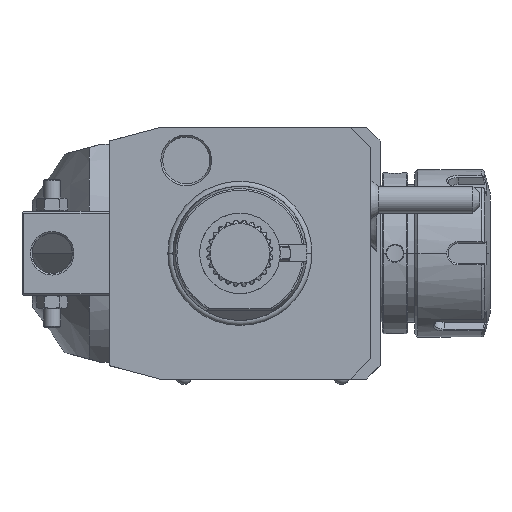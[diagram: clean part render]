
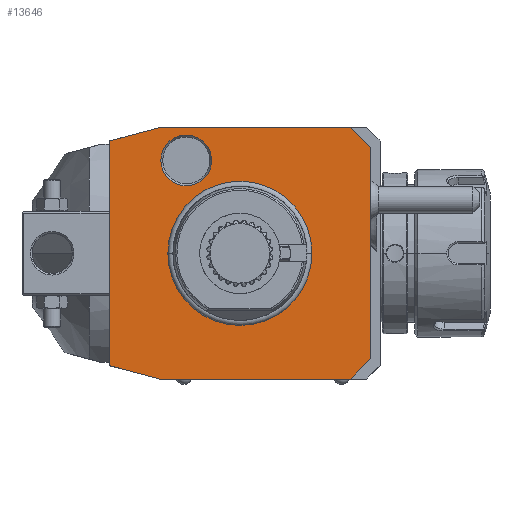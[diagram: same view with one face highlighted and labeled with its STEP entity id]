
A CAD part, front view. The second image highlights one B-rep face of the part: STEP entity #13646.
In plain terms, the highlighted planar face has unit normal (0, -1, 0).
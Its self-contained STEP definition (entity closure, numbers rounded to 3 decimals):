
#1=DIRECTION('',(0.966,0.,-0.259));
#2=VECTOR('',#1,15.529);
#3=CARTESIAN_POINT('',(-39.,0.,-33.481));
#4=LINE('',#3,#2);
#5=DIRECTION('',(0.,0.,-1.));
#6=VECTOR('',#5,66.962);
#7=CARTESIAN_POINT('',(-39.,0.,33.481));
#8=LINE('',#7,#6);
#9=DIRECTION('',(-0.966,0.,-0.259));
#10=VECTOR('',#9,15.529);
#11=CARTESIAN_POINT('',(-24.,0.,37.5));
#12=LINE('',#11,#10);
#13=DIRECTION('',(-1.,0.,0.));
#14=VECTOR('',#13,57.);
#15=CARTESIAN_POINT('',(33.,0.,37.5));
#16=LINE('',#15,#14);
#17=DIRECTION('',(-0.707,0.,0.707));
#18=VECTOR('',#17,8.485);
#19=CARTESIAN_POINT('',(39.,0.,31.5));
#20=LINE('',#19,#18);
#21=DIRECTION('',(0.,0.,1.));
#22=VECTOR('',#21,63.);
#23=CARTESIAN_POINT('',(39.,0.,-31.5));
#24=LINE('',#23,#22);
#25=DIRECTION('',(0.707,0.,0.707));
#26=VECTOR('',#25,8.485);
#27=CARTESIAN_POINT('',(33.,0.,-37.5));
#28=LINE('',#27,#26);
#29=DIRECTION('',(1.,0.,0.));
#30=VECTOR('',#29,57.);
#31=CARTESIAN_POINT('',(-24.,0.,-37.5));
#32=LINE('',#31,#30);
#33=CARTESIAN_POINT('',(-16.,0.,27.713));
#34=DIRECTION('',(0.,1.,0.));
#35=DIRECTION('',(-1.,0.,0.));
#36=AXIS2_PLACEMENT_3D('',#33,#34,#35);
#38=CARTESIAN_POINT('',(-16.,0.,27.713));
#39=DIRECTION('',(0.,1.,0.));
#40=DIRECTION('',(1.,0.,0.));
#41=AXIS2_PLACEMENT_3D('',#38,#39,#40);
#7485=CARTESIAN_POINT('',(0.,0.,0.));
#7486=DIRECTION('',(0.,1.,0.));
#7487=DIRECTION('',(-1.,0.,0.));
#7488=AXIS2_PLACEMENT_3D('',#7485,#7486,#7487);
#7490=CARTESIAN_POINT('',(0.,0.,0.));
#7491=DIRECTION('',(0.,1.,0.));
#7492=DIRECTION('',(1.,0.,0.));
#7493=AXIS2_PLACEMENT_3D('',#7490,#7491,#7492);
#12320=CARTESIAN_POINT('',(-23.577,0.,
27.713));
#12321=CARTESIAN_POINT('',(-8.423,0.,
27.713));
#12322=VERTEX_POINT('',#12320);
#12323=VERTEX_POINT('',#12321);
#13225=CARTESIAN_POINT('',(-39.,0.,-33.481));
#13226=CARTESIAN_POINT('',(-24.,0.,-37.5));
#13227=VERTEX_POINT('',#13225);
#13228=VERTEX_POINT('',#13226);
#13229=CARTESIAN_POINT('',(33.,0.,-37.5));
#13230=VERTEX_POINT('',#13229);
#13231=CARTESIAN_POINT('',(39.,0.,-31.5));
#13232=VERTEX_POINT('',#13231);
#13233=CARTESIAN_POINT('',(39.,0.,31.5));
#13234=VERTEX_POINT('',#13233);
#13235=CARTESIAN_POINT('',(33.,0.,37.5));
#13236=VERTEX_POINT('',#13235);
#13237=CARTESIAN_POINT('',(-24.,0.,37.5));
#13238=VERTEX_POINT('',#13237);
#13239=CARTESIAN_POINT('',(-39.,0.,33.481));
#13240=VERTEX_POINT('',#13239);
#13501=CARTESIAN_POINT('',(-21.137,0.,0.));
#13502=CARTESIAN_POINT('',(21.137,0.,0.));
#13503=VERTEX_POINT('',#13501);
#13504=VERTEX_POINT('',#13502);
#13611=CARTESIAN_POINT('',(0.,0.,0.));
#13612=DIRECTION('',(0.,-1.,0.));
#13613=DIRECTION('',(-1.,0.,0.));
#13614=AXIS2_PLACEMENT_3D('',#13611,#13612,#13613);
#13615=PLANE('',#13614);
#13617=ORIENTED_EDGE('',*,*,#13616,.F.);
#13619=ORIENTED_EDGE('',*,*,#13618,.F.);
#13621=ORIENTED_EDGE('',*,*,#13620,.F.);
#13623=ORIENTED_EDGE('',*,*,#13622,.F.);
#13625=ORIENTED_EDGE('',*,*,#13624,.F.);
#13627=ORIENTED_EDGE('',*,*,#13626,.F.);
#13629=ORIENTED_EDGE('',*,*,#13628,.F.);
#13631=ORIENTED_EDGE('',*,*,#13630,.F.);
#13632=EDGE_LOOP('',(#13617,#13619,#13621,#13623,#13625,#13627,#13629,#13631));
#13633=FACE_OUTER_BOUND('',#13632,.F.);
#13635=ORIENTED_EDGE('',*,*,#13634,.F.);
#13637=ORIENTED_EDGE('',*,*,#13636,.F.);
#13638=EDGE_LOOP('',(#13635,#13637));
#13639=FACE_BOUND('',#13638,.F.);
#13641=ORIENTED_EDGE('',*,*,#13640,.F.);
#13643=ORIENTED_EDGE('',*,*,#13642,.F.);
#13644=EDGE_LOOP('',(#13641,#13643));
#13645=FACE_BOUND('',#13644,.F.);
#37=CIRCLE('',#36,7.577);
#42=CIRCLE('',#41,7.577);
#7489=CIRCLE('',#7488,21.137);
#7494=CIRCLE('',#7493,21.137);
#13616=EDGE_CURVE('',#13227,#13228,#4,.T.);
#13618=EDGE_CURVE('',#13240,#13227,#8,.T.);
#13620=EDGE_CURVE('',#13238,#13240,#12,.T.);
#13622=EDGE_CURVE('',#13236,#13238,#16,.T.);
#13624=EDGE_CURVE('',#13234,#13236,#20,.T.);
#13626=EDGE_CURVE('',#13232,#13234,#24,.T.);
#13628=EDGE_CURVE('',#13230,#13232,#28,.T.);
#13630=EDGE_CURVE('',#13228,#13230,#32,.T.);
#13634=EDGE_CURVE('',#13503,#13504,#7489,.T.);
#13636=EDGE_CURVE('',#13504,#13503,#7494,.T.);
#13640=EDGE_CURVE('',#12322,#12323,#37,.T.);
#13642=EDGE_CURVE('',#12323,#12322,#42,.T.);
#13646=ADVANCED_FACE('',(#13633,#13639,#13645),#13615,.T.);
